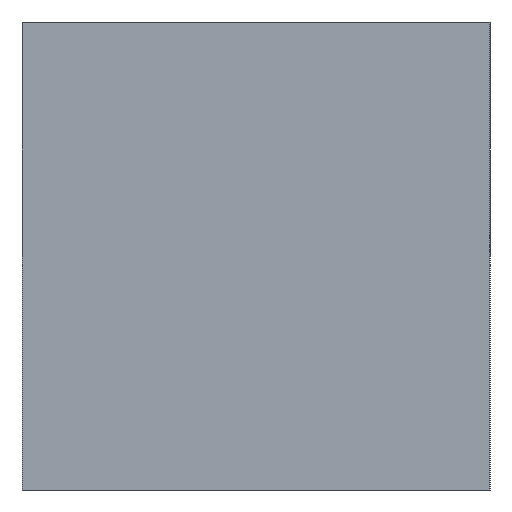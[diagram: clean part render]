
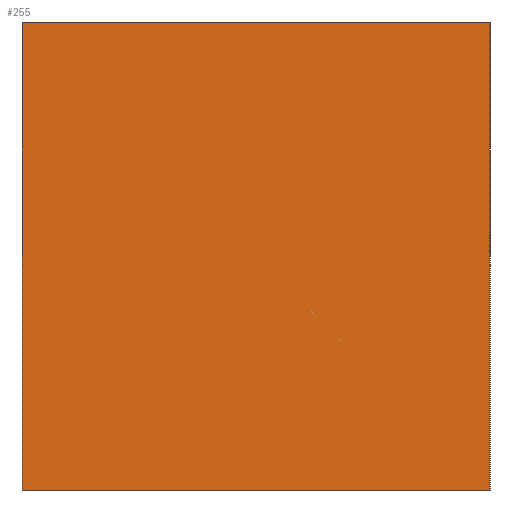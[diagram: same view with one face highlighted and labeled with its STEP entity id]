
A CAD part, left-side view. The second image highlights one B-rep face of the part: STEP entity #255.
In plain terms, the highlighted planar face has unit normal (1, 0, 0).
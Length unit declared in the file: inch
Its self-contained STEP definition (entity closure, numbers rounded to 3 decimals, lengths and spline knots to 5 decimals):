
#204=DIRECTION('',(0.,0.,1.));
#205=VECTOR('',#204,80.);
#206=CARTESIAN_POINT('',(-110.,0.,0.));
#207=LINE('',#206,#205);
#211=DIRECTION('',(0.,1.,0.));
#212=VECTOR('',#211,80.);
#213=CARTESIAN_POINT('',(-110.,0.,80.));
#214=LINE('',#213,#212);
#218=DIRECTION('',(0.,0.,-1.));
#219=VECTOR('',#218,80.);
#220=CARTESIAN_POINT('',(-110.,80.,80.));
#221=LINE('',#220,#219);
#225=DIRECTION('',(0.,-1.,0.));
#226=VECTOR('',#225,80.);
#227=CARTESIAN_POINT('',(-110.,80.,0.));
#228=LINE('',#227,#226);
#232=CARTESIAN_POINT('',(-110.,0.,0.));
#233=CARTESIAN_POINT('',(-110.,0.,80.));
#234=VERTEX_POINT('',#232);
#235=VERTEX_POINT('',#233);
#236=CARTESIAN_POINT('',(-110.,80.,0.));
#237=CARTESIAN_POINT('',(-110.,80.,80.));
#238=VERTEX_POINT('',#236);
#239=VERTEX_POINT('',#237);
#240=CARTESIAN_POINT('',(-110.,0.,0.));
#241=DIRECTION('',(-1.,0.,0.));
#242=DIRECTION('',(0.,0.,1.));
#243=AXIS2_PLACEMENT_3D('',#240,#241,#242);
#244=PLANE('',#243);
#246=ORIENTED_EDGE('',*,*,#245,.T.);
#248=ORIENTED_EDGE('',*,*,#247,.T.);
#250=ORIENTED_EDGE('',*,*,#249,.T.);
#252=ORIENTED_EDGE('',*,*,#251,.T.);
#253=EDGE_LOOP('',(#246,#248,#250,#252));
#254=FACE_OUTER_BOUND('',#253,.F.);
#255=ADVANCED_FACE('',(#254),#244,.F.);
#245=EDGE_CURVE('',#234,#235,#207,.T.);
#247=EDGE_CURVE('',#235,#239,#214,.T.);
#249=EDGE_CURVE('',#239,#238,#221,.T.);
#251=EDGE_CURVE('',#238,#234,#228,.T.);
